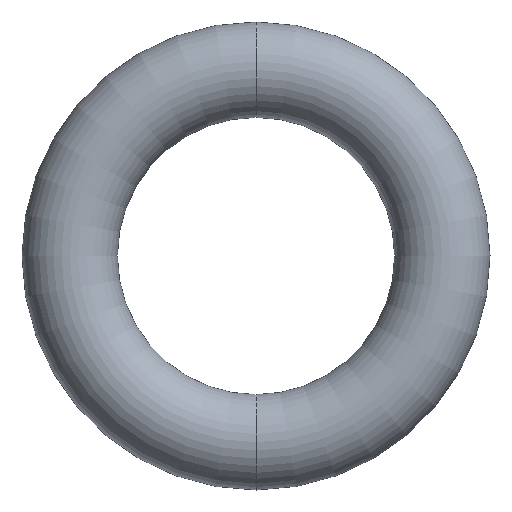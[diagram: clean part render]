
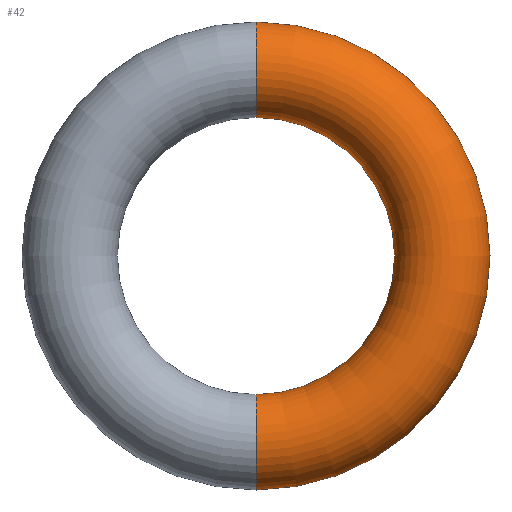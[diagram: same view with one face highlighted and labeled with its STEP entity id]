
A CAD part, front view. The second image highlights one B-rep face of the part: STEP entity #42.
In plain terms, the highlighted toroidal (fillet/blend) face has major radius 5.105 mm and minor radius 1.308 mm.
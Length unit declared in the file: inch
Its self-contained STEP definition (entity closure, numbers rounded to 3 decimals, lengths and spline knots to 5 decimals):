
#2 = CARTESIAN_POINT ( 'NONE',  ( 0., 0., 0.1495 ) ) ;
#3 = FACE_OUTER_BOUND ( 'NONE', #121, .T. ) ;
#4 = CARTESIAN_POINT ( 'NONE',  ( 0., 0., 0. ) ) ;
#5 = DIRECTION ( 'NONE',  ( 0., 0., -1. ) ) ;
#15 = VERTEX_POINT ( 'NONE', #138 ) ;
#19 = TOROIDAL_SURFACE ( 'NONE', #37, 0.201, 0.0515 ) ;
#20 = DIRECTION ( 'NONE',  ( 0., 1., 0. ) ) ;
#23 = CARTESIAN_POINT ( 'NONE',  ( 0., 0., -0.201 ) ) ;
#32 = ORIENTED_EDGE ( 'NONE', *, *, #140, .F. ) ;
#34 = ORIENTED_EDGE ( 'NONE', *, *, #185, .T. ) ;
#35 = AXIS2_PLACEMENT_3D ( 'NONE', #90, #94, #158 ) ;
#37 = AXIS2_PLACEMENT_3D ( 'NONE', #110, #170, #95 ) ;
#42 = ADVANCED_FACE ( 'Face1', ( #3 ), #19, .T. ) ;
#44 = VERTEX_POINT ( 'NONE', #107 ) ;
#45 = VERTEX_POINT ( 'NONE', #135 ) ;
#56 = ORIENTED_EDGE ( 'NONE', *, *, #175, .F. ) ;
#58 = AXIS2_PLACEMENT_3D ( 'NONE', #156, #20, #139 ) ;
#64 = DIRECTION ( 'NONE',  ( 0., 1., 0. ) ) ;
#66 = CIRCLE ( 'NONE', #104, 0.0515 ) ;
#72 = VERTEX_POINT ( 'NONE', #2 ) ;
#80 = DIRECTION ( 'NONE',  ( 1., 0., 0. ) ) ;
#89 = CIRCLE ( 'NONE', #58, 0.1495 ) ;
#90 = CARTESIAN_POINT ( 'NONE',  ( 0., 0., 0.201 ) ) ;
#94 = DIRECTION ( 'NONE',  ( -1., 0., 0. ) ) ;
#95 = DIRECTION ( 'NONE',  ( 0., 0., 1. ) ) ;
#104 = AXIS2_PLACEMENT_3D ( 'NONE', #23, #80, #5 ) ;
#107 = CARTESIAN_POINT ( 'NONE',  ( 0., 0., -0.1495 ) ) ;
#110 = CARTESIAN_POINT ( 'NONE',  ( 0., 0., 0. ) ) ;
#119 = ORIENTED_EDGE ( 'NONE', *, *, #167, .T. ) ;
#121 = EDGE_LOOP ( 'NONE', ( #56, #32, #119, #34 ) ) ;
#125 = DIRECTION ( 'NONE',  ( 0., 0., 1. ) ) ;
#134 = AXIS2_PLACEMENT_3D ( 'NONE', #4, #64, #125 ) ;
#135 = CARTESIAN_POINT ( 'NONE',  ( 0., 0., -0.2525 ) ) ;
#138 = CARTESIAN_POINT ( 'NONE',  ( 0., 0., 0.2525 ) ) ;
#139 = DIRECTION ( 'NONE',  ( 0., 0., 1. ) ) ;
#140 = EDGE_CURVE ( 'NONE', #72, #15, #148, .T. ) ;
#148 = CIRCLE ( 'NONE', #35, 0.0515 ) ;
#156 = CARTESIAN_POINT ( 'NONE',  ( 0., 0., 0. ) ) ;
#158 = DIRECTION ( 'NONE',  ( 0., 0., 1. ) ) ;
#167 = EDGE_CURVE ( 'NONE', #72, #44, #89, .T. ) ;
#170 = DIRECTION ( 'NONE',  ( 0., 1., 0. ) ) ;
#175 = EDGE_CURVE ( 'NONE', #15, #45, #176, .T. ) ;
#176 = CIRCLE ( 'NONE', #134, 0.2525 ) ;
#185 = EDGE_CURVE ( 'NONE', #44, #45, #66, .T. ) ;
